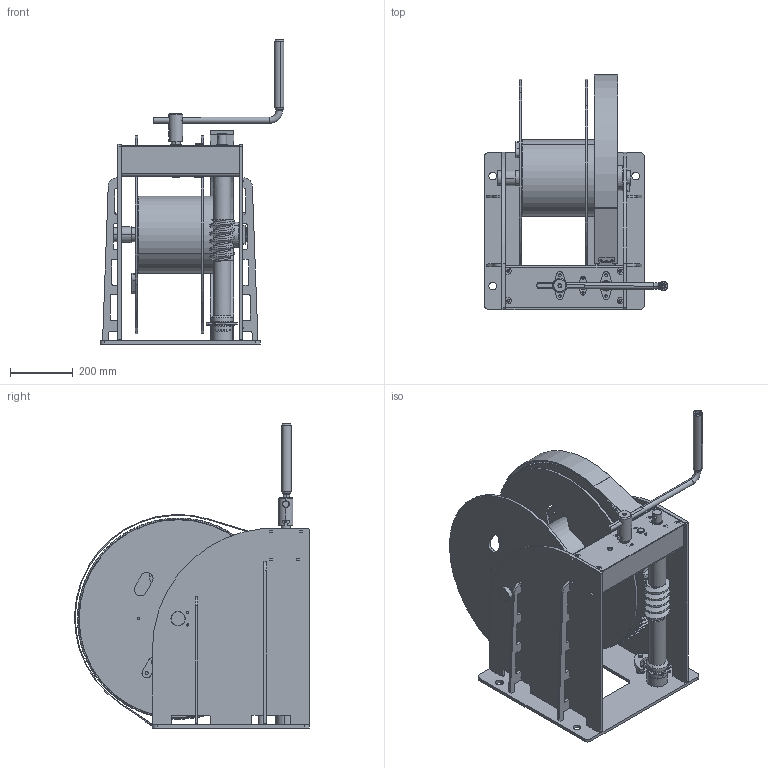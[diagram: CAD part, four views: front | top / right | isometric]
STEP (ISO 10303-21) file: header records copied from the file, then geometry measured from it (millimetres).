
FILE_DESCRIPTION (( 'STEP AP203' ), '1' );
FILE_NAME ('SL9090 WW7500.STEP', '2015-09-16T09:23:15', ( '.' ), ( '.' ), 'SwSTEP 2.0', 'SolidWorks 2015', '' );
FILE_SCHEMA (( 'CONFIG_CONTROL_DESIGN' ));
Length unit declared in the file: millimetre
Products named in the file (51): SL1342 palas; SL1358 beschermkap; SL1337 aandrijfas; SL1334 remschijf; SL0368_Slingerkop; SL1302 segment naaf; SL1324 zijstrip; SL1327 voorbrug; SL1338 trommelas; SL1320 Flenslager GFL-30; SL0369_Slingerarm; SL1303 sam segment plaat; SL1328 zijstrip; SL1359 Sam voorbrug; SL1339 borgplaat; SL1321 Flenslager GFL-20; SL0370_Handvat; SL1300 Segment_Segment geboord; SL1347 beschermkapplaat; spur gear_din_DIN - Spur gear 3M 34T 20PA 28FW ---S34A75H50L30.0R1; SL1307 achterplaat; SL1340 kabelklem; SL1333_palwiel_WW; SL0371_Sam slinger; SL1308 sam huis_Open ; SL9090 WW7500; SL1330 Lagerrring; thrust ball bearing_68_din_DIN 711 - 51306 - 10,SI,NC,10_68; SL1332 Lagerbus; SL0206_Tandwiel m3z15; SL1306 Trommelbuis; SL1325 zijplaat; SL1234_pal_WWgroot; SL1331 Sam palwiel; SL1311 Taatslager GFM 4550-50; SL1304 sam wormwiel; SL1310 Trommelflens; SL1326 achterbrug; circlip for shafts normal_din_Circlip DIN 471 - 30 x 1.5; SL1322 glijlager GSM 3034-20 ...
Assembly tree (62 placements, depth 5):
  SL9090 WW7500
    SL1308 sam huis_Open 
      SL1307 achterplaat
      SL1330 Lagerrring
      SL1325 zijplaat  x2
      SL1326 achterbrug
      SL1341 bevestigingsplaat  x4
      SL1342 palas
      SL1324 zijstrip  x2
      SL1328 zijstrip  x2
      SL1347 beschermkapplaat
    SL1305 Sam trommel
      SL1306 Trommelbuis
      SL1310 Trommelflens
      SL1309 tussenflens
      SL1304 sam wormwiel
        SL1303 sam segment plaat
          SL1301 segment plaat
          SL1302 segment naaf
        SL1300 Segment_Segment geboord
        SL1300 Segment_Segment geboord
        SL1300 Segment_Segment geboord
      SL1313 buisflens
    SL0368_Slingerkop
    SL0371_Sam slinger
      SL0369_Slingerarm
      SL0370_Handvat
    SL0206_Tandwiel m3z15  x2
    SL1311 Taatslager GFM 4550-50
    SL1317 Wormas_met worm
    SL1323 glijlager GSM 4550-30
    SL1334 remschijf
    SL1320 Flenslager GFL-30  x3
    SL1321 Flenslager GFL-20  x2
    SL1331 Sam palwiel
      SL1333_palwiel_WW
      SL1332 Lagerbus
    SL1322 glijlager GSM 3034-20
    SL1336 tussenas
    SL1337 aandrijfas
    SL1338 trommelas
    SL1339 borgplaat
    SL1340 kabelklem
    thrust ball bearing_68_din_DIN 711 - 51306 - 10,SI,NC,10_68
    SL1234_pal_WWgroot
    circlip for shafts normal_din_Circlip DIN 471 - 30 x 1.5
    SL1348 drukverdeelschijf
    SL1358 beschermkap
    SL1359 Sam voorbrug
      SL1327 voorbrug
      SL1347 beschermkapplaat
    spur gear_din_DIN - Spur gear 3M 34T 20PA 28FW ---S34A75H50L30.0R1  x2
Bounding box: 584.56 x 747.66 x 967.5 mm (x, y, z)
Volume: 24756532.2 mm3; surface area: 5539858.4 mm2
Topology: 55 solids, 55 shells, 2546 faces, 6968 edges, 4592 vertices
Faces by surface type: cylinder 1346, plane 639, cone 467, torus 84, bspline 10
Entity records: 78436 total; most frequent: CARTESIAN_POINT 22340, DIRECTION 10708, ORIENTED_EDGE 10708, EDGE_CURVE 5354, AXIS2_PLACEMENT_3D 4448, VERTEX_POINT 3518, CIRCLE 2410, EDGE_LOOP 2312
